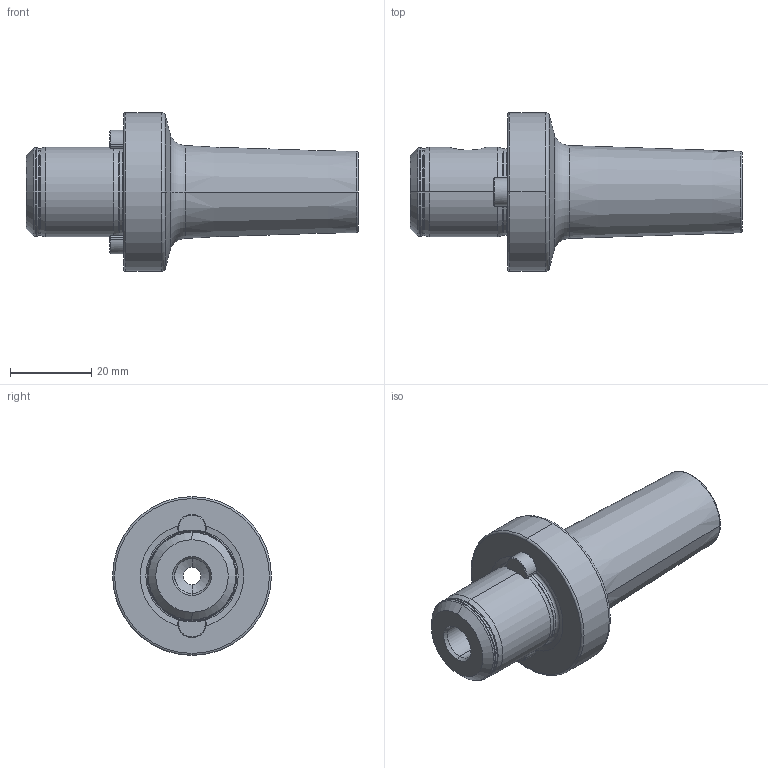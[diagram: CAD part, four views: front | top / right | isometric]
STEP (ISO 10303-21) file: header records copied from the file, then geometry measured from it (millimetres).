
FILE_DESCRIPTION (( 'STEP AP203' ), '1' );
FILE_NAME ('ST4-ST1.K01.057.STEP', '2016-02-12T10:37:04', ( 'SWIAdmin' ), ( 'Hewlett-Packard Company' ), 'SwSTEP 2.0', 'SolidWorks 2015', '' );
FILE_SCHEMA (( 'CONFIG_CONTROL_DESIGN' ));
Length unit declared in the file: millimetre
Products named in the file (4): ST4-ST1.K01.057_A; ST1-ER1.001.005_A; ST4-ER2.001.009_A; ST4-ST1.K01.057
Assembly tree (4 placements, depth 2):
  ST4-ST1.K01.057
    ST4-ST1.K01.057_A
    ST1-ER1.001.005_A
    ST4-ER2.001.009_A  x2
Bounding box: 81.5 x 39 x 39 mm (x, y, z)
Volume: 35380.2 mm3; surface area: 10470.2 mm2
Topology: 4 solids, 4 shells, 162 faces, 377 edges, 218 vertices
Faces by surface type: cone 56, cylinder 45, torus 31, plane 26, bspline 4
Entity records: 5035 total; most frequent: CARTESIAN_POINT 1386, DIRECTION 729, ORIENTED_EDGE 648, EDGE_CURVE 324, AXIS2_PLACEMENT_3D 307, VERTEX_POINT 190, CIRCLE 163, EDGE_LOOP 148
